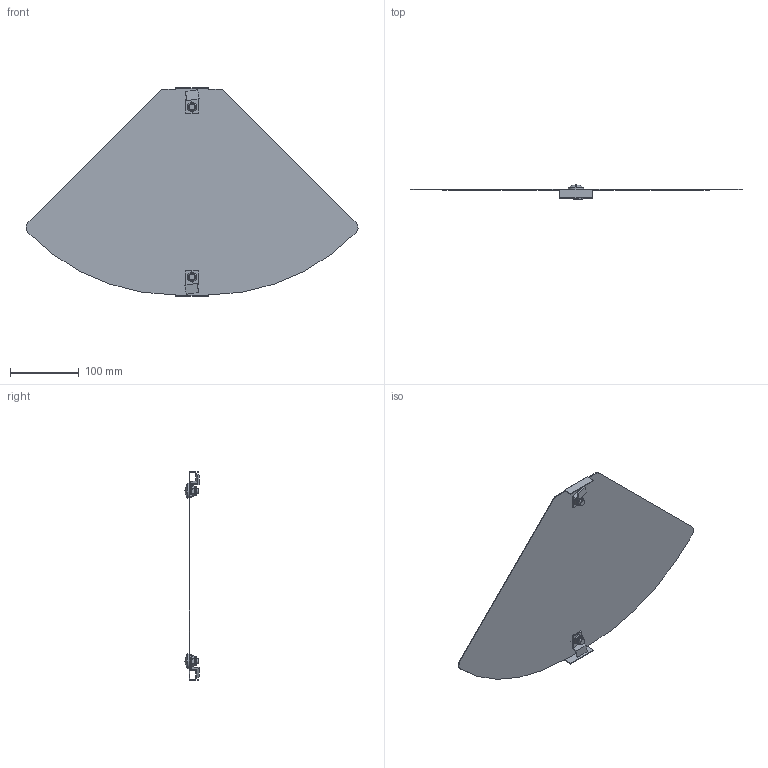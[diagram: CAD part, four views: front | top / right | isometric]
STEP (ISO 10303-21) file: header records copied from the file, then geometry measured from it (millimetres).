
FILE_DESCRIPTION (( 'STEP AP214' ), '1' );
FILE_NAME ('6040806.stp', '2019-06-14T06:41:22', ( '' ), ( '' ), 'SwSTEP 2.0', 'SolidWorks 2018', '' );
FILE_SCHEMA (( 'AUTOMOTIVE_DESIGN' ));
Length unit declared in the file: millimetre
Products named in the file (7): KTS 08.082-002_Standard; KTS 14.002-012_M8x16; 067400_NB=300 A2, A4, d-16,5; KTS 08.080-017_Standard; 6040806; prevailing torque nut thin insert_din_DIN EN ISO 10511 - M8 - C; KTS 08.083-001_Standard
Assembly tree (7 placements, depth 3):
  6040806
    067400_NB=300 A2, A4, d-16,5
    KTS 08.080-017_Standard  x2
      KTS 08.083-001_Standard
      KTS 14.002-012_M8x16
      KTS 08.082-002_Standard
      prevailing torque nut thin insert_din_DIN EN ISO 10511 - M8 - C
Bounding box: 483.88 x 20.67 x 304 mm (x, y, z)
Volume: 103226.3 mm3; surface area: 198738.8 mm2
Topology: 9 solids, 9 shells, 192 faces, 456 edges, 288 vertices
Faces by surface type: plane 118, cylinder 38, cone 24, sphere 4, bspline 4, torus 4
Entity records: 3680 total; most frequent: CARTESIAN_POINT 802, DIRECTION 546, ORIENTED_EDGE 540, EDGE_CURVE 270, AXIS2_PLACEMENT_3D 192, VERTEX_POINT 172, VECTOR 162, LINE 162
